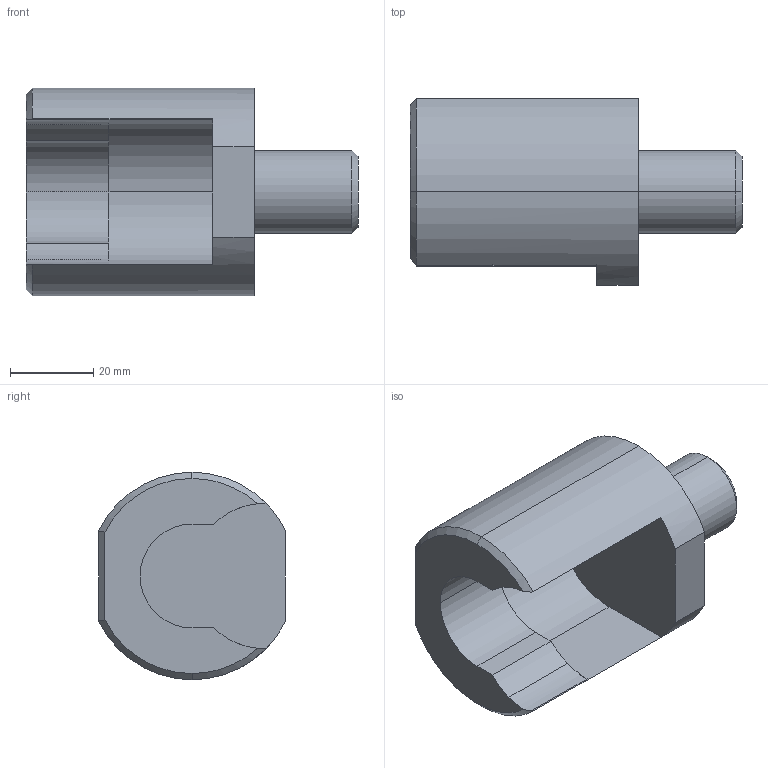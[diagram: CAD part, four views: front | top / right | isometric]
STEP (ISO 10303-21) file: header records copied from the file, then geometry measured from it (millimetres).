
FILE_DESCRIPTION((''),'2;1');
FILE_NAME('EHM152.stp','2000-11-09T08:54:03',(''),(''),'AutoCAD STEP 2000','AutoCAD 2000',', , ');
FILE_SCHEMA(('CONFIG_CONTROL_DESIGN'));
Length unit declared in the file: millimetre
Bounding box: 80 x 45 x 50 mm (x, y, z)
Volume: 62270.4 mm3; surface area: 16484.3 mm2
Topology: 1 solids, 3 shells, 62 faces, 159 edges, 104 vertices
Faces by surface type: plane 42, cylinder 14, cone 6
Entity records: 1969 total; most frequent: CARTESIAN_POINT 344, ORIENTED_EDGE 318, DIRECTION 316, EDGE_CURVE 159, VECTOR 116, LINE 116, VERTEX_POINT 104, AXIS2_PLACEMENT_3D 100
